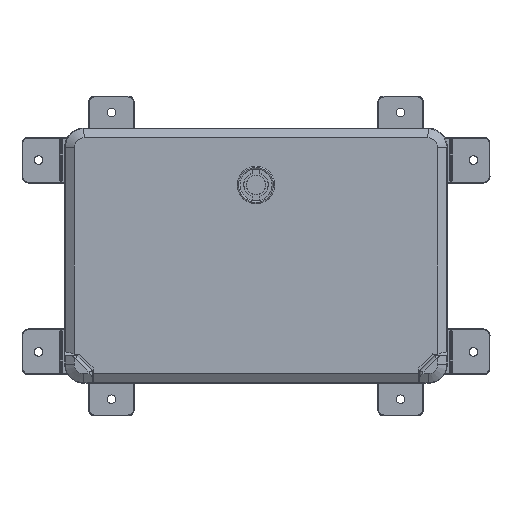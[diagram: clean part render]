
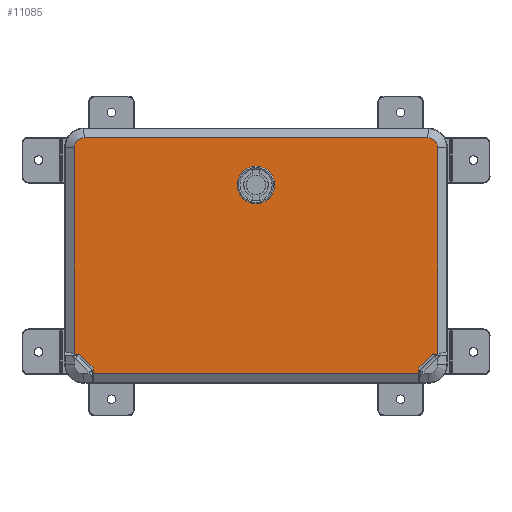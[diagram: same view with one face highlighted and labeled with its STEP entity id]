
A CAD part, top view. The second image highlights one B-rep face of the part: STEP entity #11085.
In plain terms, the highlighted planar face has unit normal (0, 0, 1).
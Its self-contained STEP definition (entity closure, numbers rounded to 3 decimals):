
#7843=B_SPLINE_CURVE_WITH_KNOTS('',3,(#55471,#55472,#55473,#55474,#55475,
#55476),.UNSPECIFIED.,.F.,.F.,(4,2,4),(0.,0.5,1.),.UNSPECIFIED.);
#7859=B_SPLINE_CURVE_WITH_KNOTS('',3,(#55914,#55915,#55916,#55917),
 .UNSPECIFIED.,.F.,.F.,(4,4),(0.,1.),.UNSPECIFIED.);
#7860=B_SPLINE_CURVE_WITH_KNOTS('',3,(#55921,#55922,#55923,#55924),
 .UNSPECIFIED.,.F.,.F.,(4,4),(0.,1.),.UNSPECIFIED.);
#7888=B_SPLINE_CURVE_WITH_KNOTS('',3,(#56443,#56444,#56445,#56446,#56447,
#56448),.UNSPECIFIED.,.F.,.F.,(4,2,4),(0.,0.5,1.),.UNSPECIFIED.);
#11085=ADVANCED_FACE('',(#12808,#12809),#12174,.F.);
#12174=PLANE('',#38097);
#12808=FACE_BOUND('',#14413,.T.);
#12809=FACE_BOUND('',#14414,.T.);
#14413=EDGE_LOOP('',(#22517,#22518,#22519,#22520,#22521,#22522,#22523,#22524,
#22525,#22526,#22527,#22528,#22529,#22530));
#14414=EDGE_LOOP('',(#22531));
#15378=CIRCLE('',#38096,14.65);
#22517=ORIENTED_EDGE('',*,*,#29920,.T.);
#22518=ORIENTED_EDGE('',*,*,#29921,.F.);
#22519=ORIENTED_EDGE('',*,*,#29922,.T.);
#22520=ORIENTED_EDGE('',*,*,#29923,.T.);
#22521=ORIENTED_EDGE('',*,*,#29924,.T.);
#22522=ORIENTED_EDGE('',*,*,#29925,.T.);
#22523=ORIENTED_EDGE('',*,*,#29926,.T.);
#22524=ORIENTED_EDGE('',*,*,#29927,.T.);
#22525=ORIENTED_EDGE('',*,*,#29721,.T.);
#22526=ORIENTED_EDGE('',*,*,#29739,.T.);
#22527=ORIENTED_EDGE('',*,*,#29780,.T.);
#22528=ORIENTED_EDGE('',*,*,#29779,.T.);
#22529=ORIENTED_EDGE('',*,*,#29778,.T.);
#22530=ORIENTED_EDGE('',*,*,#29928,.T.);
#22531=ORIENTED_EDGE('',*,*,#29929,.T.);
#25849=VERTEX_POINT('',#55311);
#25850=VERTEX_POINT('',#55312);
#25865=VERTEX_POINT('',#55470);
#25895=VERTEX_POINT('',#55913);
#25896=VERTEX_POINT('',#55918);
#25897=VERTEX_POINT('',#55920);
#26018=VERTEX_POINT('',#56428);
#26019=VERTEX_POINT('',#56429);
#26020=VERTEX_POINT('',#56431);
#26021=VERTEX_POINT('',#56433);
#26022=VERTEX_POINT('',#56435);
#26023=VERTEX_POINT('',#56437);
#26024=VERTEX_POINT('',#56439);
#26025=VERTEX_POINT('',#56441);
#26026=VERTEX_POINT('',#56450);
#29721=EDGE_CURVE('',#25849,#25850,#32658,.T.);
#29739=EDGE_CURVE('',#25850,#25865,#7843,.T.);
#29778=EDGE_CURVE('',#25896,#25895,#7859,.T.);
#29779=EDGE_CURVE('',#25897,#25896,#32687,.T.);
#29780=EDGE_CURVE('',#25865,#25897,#7860,.T.);
#29920=EDGE_CURVE('',#26018,#26019,#32786,.T.);
#29921=EDGE_CURVE('',#26020,#26019,#32787,.T.);
#29922=EDGE_CURVE('',#26020,#26021,#32788,.T.);
#29923=EDGE_CURVE('',#26021,#26022,#32789,.T.);
#29924=EDGE_CURVE('',#26022,#26023,#32790,.T.);
#29925=EDGE_CURVE('',#26023,#26024,#32791,.T.);
#29926=EDGE_CURVE('',#26024,#26025,#32792,.T.);
#29927=EDGE_CURVE('',#26025,#25849,#32793,.T.);
#29928=EDGE_CURVE('',#25895,#26018,#7888,.T.);
#29929=EDGE_CURVE('',#26026,#26026,#15378,.T.);
#32658=LINE('',#55310,#35373);
#32687=LINE('',#55919,#35402);
#32786=LINE('',#56427,#35501);
#32787=LINE('',#56430,#35502);
#32788=LINE('',#56432,#35503);
#32789=LINE('',#56434,#35504);
#32790=LINE('',#56436,#35505);
#32791=LINE('',#56438,#35506);
#32792=LINE('',#56440,#35507);
#32793=LINE('',#56442,#35508);
#35373=VECTOR('',#45060,1.);
#35402=VECTOR('',#45113,1.);
#35501=VECTOR('',#45268,1.);
#35502=VECTOR('',#45269,1.);
#35503=VECTOR('',#45270,1.);
#35504=VECTOR('',#45271,1.);
#35505=VECTOR('',#45272,1.);
#35506=VECTOR('',#45273,1.);
#35507=VECTOR('',#45274,1.);
#35508=VECTOR('',#45275,1.);
#38096=AXIS2_PLACEMENT_3D('',#56449,#45276,#45277);
#38097=AXIS2_PLACEMENT_3D('',#56451,#45278,#45279);
#45060=DIRECTION('',(0.,1.,0.));
#45113=DIRECTION('',(-1.,0.,0.));
#45268=DIRECTION('',(0.,-1.,0.));
#45269=DIRECTION('',(-1.,0.,0.));
#45270=DIRECTION('',(0.707,-0.707,0.));
#45271=DIRECTION('',(0.,-1.,0.));
#45272=DIRECTION('',(1.,0.,0.));
#45273=DIRECTION('',(0.,1.,0.));
#45274=DIRECTION('',(0.707,0.707,0.));
#45275=DIRECTION('',(1.,0.,0.));
#45276=DIRECTION('',(0.,0.,-1.));
#45277=DIRECTION('',(1.,0.,0.));
#45278=DIRECTION('',(0.,0.,-1.));
#45279=DIRECTION('',(-1.,0.,0.));
#55310=CARTESIAN_POINT('',(367.476,209.481,170.));
#55311=CARTESIAN_POINT('',(367.476,47.789,170.));
#55312=CARTESIAN_POINT('',(367.476,209.612,170.));
#55470=CARTESIAN_POINT('',(359.672,217.474,170.001));
#55471=CARTESIAN_POINT('',(367.476,209.612,170.));
#55472=CARTESIAN_POINT('',(367.484,211.66,170.));
#55473=CARTESIAN_POINT('',(366.643,213.692,170.));
#55474=CARTESIAN_POINT('',(363.746,216.612,170.));
#55475=CARTESIAN_POINT('',(361.719,217.468,170.));
#55476=CARTESIAN_POINT('',(359.672,217.476,170.));
#55913=CARTESIAN_POINT('',(90.328,217.474,170.001));
#55914=CARTESIAN_POINT('',(90.388,217.476,170.));
#55915=CARTESIAN_POINT('',(90.368,217.476,170.));
#55916=CARTESIAN_POINT('',(90.348,217.476,170.));
#55917=CARTESIAN_POINT('',(90.328,217.476,170.));
#55918=CARTESIAN_POINT('',(90.388,217.476,170.));
#55919=CARTESIAN_POINT('',(15.519,217.476,170.));
#55920=CARTESIAN_POINT('',(359.612,217.476,170.));
#55921=CARTESIAN_POINT('',(359.672,217.476,170.));
#55922=CARTESIAN_POINT('',(359.652,217.476,170.));
#55923=CARTESIAN_POINT('',(359.632,217.476,170.));
#55924=CARTESIAN_POINT('',(359.612,217.476,170.));
#56427=CARTESIAN_POINT('',(82.524,-48.876,170.));
#56428=CARTESIAN_POINT('',(82.524,209.612,170.));
#56429=CARTESIAN_POINT('',(82.524,47.789,170.));
#56430=CARTESIAN_POINT('',(84.586,47.789,170.));
#56431=CARTESIAN_POINT('',(86.455,47.789,170.));
#56432=CARTESIAN_POINT('',(142.122,-7.878,170.));
#56433=CARTESIAN_POINT('',(97.25,36.994,170.));
#56434=CARTESIAN_POINT('',(97.25,325.,170.));
#56435=CARTESIAN_POINT('',(97.25,32.524,170.));
#56436=CARTESIAN_POINT('',(373.876,32.524,170.));
#56437=CARTESIAN_POINT('',(352.75,32.524,170.));
#56438=CARTESIAN_POINT('',(352.75,325.,170.));
#56439=CARTESIAN_POINT('',(352.75,36.994,170.));
#56440=CARTESIAN_POINT('',(507.878,192.122,170.));
#56441=CARTESIAN_POINT('',(363.545,47.789,170.));
#56442=CARTESIAN_POINT('',(365.414,47.789,170.));
#56443=CARTESIAN_POINT('',(90.328,217.476,170.));
#56444=CARTESIAN_POINT('',(88.282,217.468,170.));
#56445=CARTESIAN_POINT('',(86.253,216.61,170.));
#56446=CARTESIAN_POINT('',(83.358,213.694,170.));
#56447=CARTESIAN_POINT('',(82.516,211.662,170.));
#56448=CARTESIAN_POINT('',(82.524,209.612,170.));
#56449=CARTESIAN_POINT('',(225.,180.5,170.));
#56450=CARTESIAN_POINT('',(239.65,180.5,170.));
#56451=CARTESIAN_POINT('',(400.,225.,170.));
